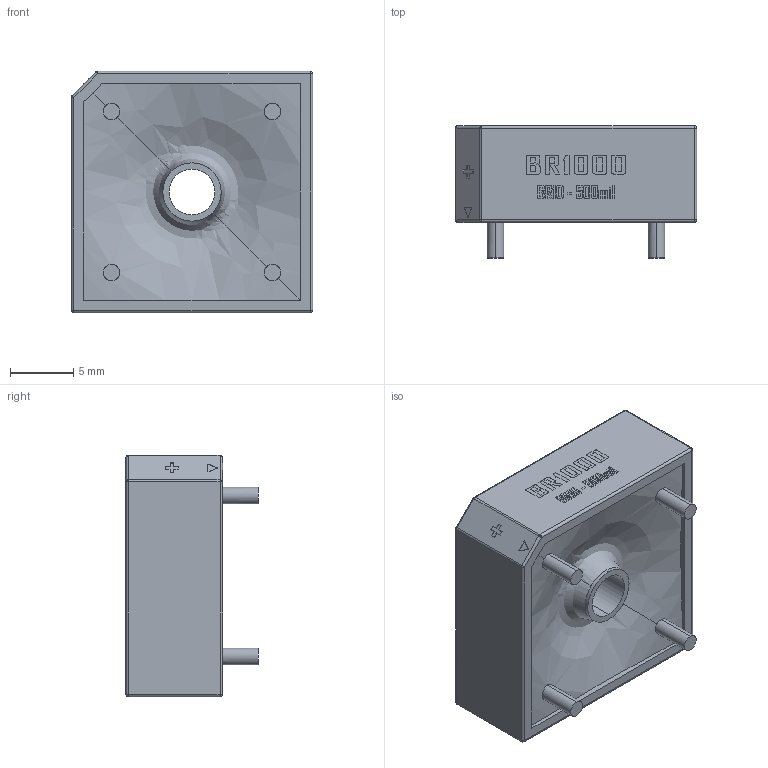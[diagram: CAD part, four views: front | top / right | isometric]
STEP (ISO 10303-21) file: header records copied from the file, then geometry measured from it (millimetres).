
FILE_DESCRIPTION (( 'STEP AP214' ), '1' );
FILE_NAME ('BR10___Nonmal_Size__.STEP', '2023-03-07T19:58:55', ( '' ), ( '' ), 'SwSTEP 2.0', 'SolidWorks 2020', '' );
FILE_SCHEMA (( 'AUTOMOTIVE_DESIGN' ));
Length unit declared in the file: millimetre
Products named in the file (1): BR10___Nonmal_Size__
Bounding box: 19.05 x 10.42 x 19.05 mm (x, y, z)
Volume: 2432.7 mm3; surface area: 1454.4 mm2
Topology: 1 solids, 1 shells, 357 faces, 931 edges, 603 vertices
Faces by surface type: plane 257, bspline 61, cylinder 27, sphere 10, torus 2
Entity records: 15538 total; most frequent: CARTESIAN_POINT 4355, ORIENTED_EDGE 1842, DIRECTION 1427, EDGE_CURVE 921, LINE 729, VECTOR 729, VERTEX_POINT 603, EDGE_LOOP 396
